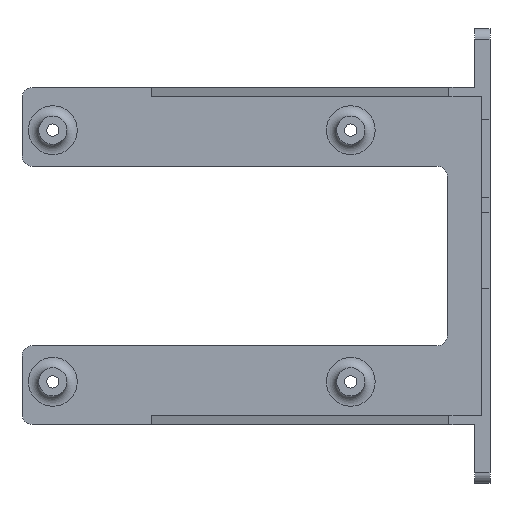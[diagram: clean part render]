
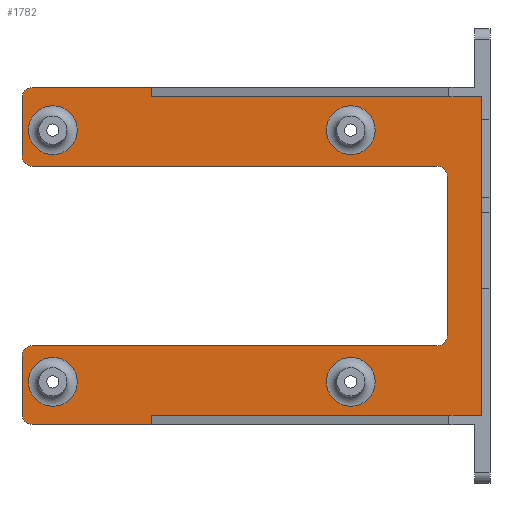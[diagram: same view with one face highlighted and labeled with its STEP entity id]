
A CAD part, left-side view. The second image highlights one B-rep face of the part: STEP entity #1782.
In plain terms, the highlighted planar face has unit normal (-1, 0, 0).
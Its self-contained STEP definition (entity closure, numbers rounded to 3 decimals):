
#50=CARTESIAN_POINT('',(329.6,9.1,85.15));
#51=VERTEX_POINT('',#50);
#58=CARTESIAN_POINT('',(329.6,-14.15,85.15));
#59=VERTEX_POINT('',#58);
#60=CARTESIAN_POINT('',(329.6,-14.15,85.15));
#61=DIRECTION('',(-0.,1.,-0.));
#62=VECTOR('',#61,23.25);
#63=LINE('',#60,#62);
#64=EDGE_CURVE('',#59,#51,#63,.T.);
#98=CARTESIAN_POINT('',(329.6,-14.15,19.55));
#99=VERTEX_POINT('',#98);
#106=CARTESIAN_POINT('',(329.6,9.1,19.55));
#107=VERTEX_POINT('',#106);
#108=CARTESIAN_POINT('',(329.6,9.1,19.55));
#109=DIRECTION('',(0.,-1.,0.));
#110=VECTOR('',#109,23.25);
#111=LINE('',#108,#110);
#112=EDGE_CURVE('',#107,#99,#111,.T.);
#855=CARTESIAN_POINT('',(329.6,-52.9,81.6));
#856=VERTEX_POINT('',#855);
#866=CARTESIAN_POINT('',(329.6,-52.9,76.85));
#867=DIRECTION('',(-1.,0.,0.));
#868=DIRECTION('',(0.,0.,1.));
#869=AXIS2_PLACEMENT_3D('',#866,#867,#868);
#870=CIRCLE('',#869,4.75);
#871=EDGE_CURVE('',#856,#856,#870,.T.);
#881=CARTESIAN_POINT('',(329.6,5.1,32.6));
#882=VERTEX_POINT('',#881);
#892=CARTESIAN_POINT('',(329.6,5.1,27.85));
#893=DIRECTION('',(-1.,0.,0.));
#894=DIRECTION('',(0.,0.,1.));
#895=AXIS2_PLACEMENT_3D('',#892,#893,#894);
#896=CIRCLE('',#895,4.75);
#897=EDGE_CURVE('',#882,#882,#896,.T.);
#907=CARTESIAN_POINT('',(329.6,5.1,81.6));
#908=VERTEX_POINT('',#907);
#918=CARTESIAN_POINT('',(329.6,5.1,76.85));
#919=DIRECTION('',(-1.,0.,0.));
#920=DIRECTION('',(0.,0.,1.));
#921=AXIS2_PLACEMENT_3D('',#918,#919,#920);
#922=CIRCLE('',#921,4.75);
#923=EDGE_CURVE('',#908,#908,#922,.T.);
#933=CARTESIAN_POINT('',(329.6,-52.9,32.6));
#934=VERTEX_POINT('',#933);
#944=CARTESIAN_POINT('',(329.6,-52.9,27.85));
#945=DIRECTION('',(-1.,0.,0.));
#946=DIRECTION('',(0.,0.,1.));
#947=AXIS2_PLACEMENT_3D('',#944,#945,#946);
#948=CIRCLE('',#947,4.75);
#949=EDGE_CURVE('',#934,#934,#948,.T.);
#959=CARTESIAN_POINT('',(329.6,-14.15,21.35));
#960=VERTEX_POINT('',#959);
#961=CARTESIAN_POINT('',(329.6,-14.15,19.55));
#962=DIRECTION('',(0.,0.,1.));
#963=VECTOR('',#962,1.8);
#964=LINE('',#961,#963);
#965=EDGE_CURVE('',#99,#960,#964,.T.);
#985=CARTESIAN_POINT('',(329.6,-78.4,21.35));
#986=VERTEX_POINT('',#985);
#993=CARTESIAN_POINT('',(329.6,-14.15,21.35));
#994=DIRECTION('',(0.,-1.,0.));
#995=VECTOR('',#994,64.25);
#996=LINE('',#993,#995);
#997=EDGE_CURVE('',#960,#986,#996,.T.);
#1077=CARTESIAN_POINT('',(329.6,11.09,21.35));
#1078=VERTEX_POINT('',#1077);
#1079=CARTESIAN_POINT('',(329.6,9.1,21.55));
#1080=DIRECTION('',(1.,-0.,-0.));
#1081=DIRECTION('',(0.,0.,1.));
#1082=AXIS2_PLACEMENT_3D('',#1079,#1080,#1081);
#1083=CIRCLE('',#1082,2.);
#1084=EDGE_CURVE('',#107,#1078,#1083,.T.);
#1101=CARTESIAN_POINT('',(329.6,11.1,21.35));
#1102=VERTEX_POINT('',#1101);
#1103=CARTESIAN_POINT('',(329.6,11.09,21.35));
#1104=DIRECTION('',(-0.,1.,-0.));
#1105=VECTOR('',#1104,0.01);
#1106=LINE('',#1103,#1105);
#1107=EDGE_CURVE('',#1078,#1102,#1106,.T.);
#1126=CARTESIAN_POINT('',(329.6,11.1,32.863));
#1127=VERTEX_POINT('',#1126);
#1128=CARTESIAN_POINT('',(329.6,11.1,21.35));
#1129=DIRECTION('',(0.,0.,1.));
#1130=VECTOR('',#1129,11.513);
#1131=LINE('',#1128,#1130);
#1132=EDGE_CURVE('',#1102,#1127,#1131,.T.);
#1148=CARTESIAN_POINT('',(329.6,9.1,34.863));
#1149=VERTEX_POINT('',#1148);
#1150=CARTESIAN_POINT('',(329.6,9.1,32.863));
#1151=DIRECTION('',(1.,-0.,-0.));
#1152=DIRECTION('',(0.,0.,1.));
#1153=AXIS2_PLACEMENT_3D('',#1150,#1151,#1152);
#1154=CIRCLE('',#1153,2.);
#1155=EDGE_CURVE('',#1127,#1149,#1154,.T.);
#1173=CARTESIAN_POINT('',(329.6,-69.681,34.863));
#1174=VERTEX_POINT('',#1173);
#1175=CARTESIAN_POINT('',(329.6,-69.681,34.863));
#1176=DIRECTION('',(-0.,1.,-0.));
#1177=VECTOR('',#1176,78.781);
#1178=LINE('',#1175,#1177);
#1179=EDGE_CURVE('',#1174,#1149,#1178,.T.);
#1199=CARTESIAN_POINT('',(329.6,-71.681,36.863));
#1200=VERTEX_POINT('',#1199);
#1201=CARTESIAN_POINT('',(329.6,-69.681,36.863));
#1202=DIRECTION('',(-1.,0.,0.));
#1203=DIRECTION('',(0.,0.,1.));
#1204=AXIS2_PLACEMENT_3D('',#1201,#1202,#1203);
#1205=CIRCLE('',#1204,2.);
#1206=EDGE_CURVE('',#1174,#1200,#1205,.T.);
#1222=CARTESIAN_POINT('',(329.6,-71.681,67.837));
#1223=VERTEX_POINT('',#1222);
#1224=CARTESIAN_POINT('',(329.6,-71.681,67.837));
#1225=DIRECTION('',(-0.,-0.,-1.));
#1226=VECTOR('',#1225,30.974);
#1227=LINE('',#1224,#1226);
#1228=EDGE_CURVE('',#1223,#1200,#1227,.T.);
#1248=CARTESIAN_POINT('',(329.6,-69.681,69.837));
#1249=VERTEX_POINT('',#1248);
#1250=CARTESIAN_POINT('',(329.6,-69.681,67.837));
#1251=DIRECTION('',(-1.,0.,0.));
#1252=DIRECTION('',(0.,0.,1.));
#1253=AXIS2_PLACEMENT_3D('',#1250,#1251,#1252);
#1254=CIRCLE('',#1253,2.);
#1255=EDGE_CURVE('',#1223,#1249,#1254,.T.);
#1273=CARTESIAN_POINT('',(329.6,9.1,69.837));
#1274=VERTEX_POINT('',#1273);
#1275=CARTESIAN_POINT('',(329.6,9.1,69.837));
#1276=DIRECTION('',(0.,-1.,0.));
#1277=VECTOR('',#1276,78.781);
#1278=LINE('',#1275,#1277);
#1279=EDGE_CURVE('',#1274,#1249,#1278,.T.);
#1297=CARTESIAN_POINT('',(329.6,11.1,71.837));
#1298=VERTEX_POINT('',#1297);
#1299=CARTESIAN_POINT('',(329.6,9.1,71.837));
#1300=DIRECTION('',(1.,-0.,-0.));
#1301=DIRECTION('',(0.,0.,1.));
#1302=AXIS2_PLACEMENT_3D('',#1299,#1300,#1301);
#1303=CIRCLE('',#1302,2.);
#1304=EDGE_CURVE('',#1274,#1298,#1303,.T.);
#1320=CARTESIAN_POINT('',(329.6,11.1,83.35));
#1321=VERTEX_POINT('',#1320);
#1322=CARTESIAN_POINT('',(329.6,11.1,71.837));
#1323=DIRECTION('',(0.,0.,1.));
#1324=VECTOR('',#1323,11.513);
#1325=LINE('',#1322,#1324);
#1326=EDGE_CURVE('',#1298,#1321,#1325,.T.);
#1346=CARTESIAN_POINT('',(329.6,11.09,83.35));
#1347=VERTEX_POINT('',#1346);
#1348=CARTESIAN_POINT('',(329.6,11.09,83.35));
#1349=DIRECTION('',(-0.,1.,-0.));
#1350=VECTOR('',#1349,0.01);
#1351=LINE('',#1348,#1350);
#1352=EDGE_CURVE('',#1347,#1321,#1351,.T.);
#1610=CARTESIAN_POINT('',(329.6,-78.4,83.35));
#1611=VERTEX_POINT('',#1610);
#1626=CARTESIAN_POINT('',(329.6,-14.15,83.35));
#1627=VERTEX_POINT('',#1626);
#1634=CARTESIAN_POINT('',(329.6,-14.15,83.35));
#1635=DIRECTION('',(0.,-1.,0.));
#1636=VECTOR('',#1635,64.25);
#1637=LINE('',#1634,#1636);
#1638=EDGE_CURVE('',#1627,#1611,#1637,.T.);
#1654=CARTESIAN_POINT('',(329.6,-78.4,21.35));
#1655=DIRECTION('',(0.,0.,1.));
#1656=VECTOR('',#1655,62.);
#1657=LINE('',#1654,#1656);
#1658=EDGE_CURVE('',#986,#1611,#1657,.T.);
#1716=CARTESIAN_POINT('',(329.6,-14.15,85.15));
#1717=DIRECTION('',(-0.,-0.,-1.));
#1718=VECTOR('',#1717,1.8);
#1719=LINE('',#1716,#1718);
#1720=EDGE_CURVE('',#59,#1627,#1719,.T.);
#1731=CARTESIAN_POINT('',(329.6,9.1,83.15));
#1732=DIRECTION('',(1.,-0.,-0.));
#1733=DIRECTION('',(0.,0.,1.));
#1734=AXIS2_PLACEMENT_3D('',#1731,#1732,#1733);
#1735=CIRCLE('',#1734,2.);
#1736=EDGE_CURVE('',#1347,#51,#1735,.T.);
#1743=CARTESIAN_POINT('',(329.6,-78.5,-24.65));
#1744=DIRECTION('',(1.,0.,-0.));
#1745=DIRECTION('',(0.,0.,1.));
#1746=AXIS2_PLACEMENT_3D('',#1743,#1744,#1745);
#1747=PLANE('',#1746);
#1748=ORIENTED_EDGE('',*,*,#1720,.F.);
#1749=ORIENTED_EDGE('',*,*,#64,.T.);
#1750=ORIENTED_EDGE('',*,*,#1736,.F.);
#1751=ORIENTED_EDGE('',*,*,#1352,.T.);
#1752=ORIENTED_EDGE('',*,*,#1326,.F.);
#1753=ORIENTED_EDGE('',*,*,#1304,.F.);
#1754=ORIENTED_EDGE('',*,*,#1279,.T.);
#1755=ORIENTED_EDGE('',*,*,#1255,.F.);
#1756=ORIENTED_EDGE('',*,*,#1228,.T.);
#1757=ORIENTED_EDGE('',*,*,#1206,.F.);
#1758=ORIENTED_EDGE('',*,*,#1179,.T.);
#1759=ORIENTED_EDGE('',*,*,#1155,.F.);
#1760=ORIENTED_EDGE('',*,*,#1132,.F.);
#1761=ORIENTED_EDGE('',*,*,#1107,.F.);
#1762=ORIENTED_EDGE('',*,*,#1084,.F.);
#1763=ORIENTED_EDGE('',*,*,#112,.T.);
#1764=ORIENTED_EDGE('',*,*,#965,.T.);
#1765=ORIENTED_EDGE('',*,*,#997,.T.);
#1766=ORIENTED_EDGE('',*,*,#1658,.T.);
#1767=ORIENTED_EDGE('',*,*,#1638,.F.);
#1768=EDGE_LOOP('',(#1748,#1749,#1750,#1751,#1752,#1753,#1754,#1755,#1756,#1757,#1758,#1759,#1760,#1761,#1762,#1763,#1764,#1765,#1766,#1767));
#1769=FACE_BOUND('',#1768,.T.);
#1770=ORIENTED_EDGE('',*,*,#949,.F.);
#1771=EDGE_LOOP('',(#1770));
#1772=FACE_BOUND('',#1771,.T.);
#1773=ORIENTED_EDGE('',*,*,#923,.F.);
#1774=EDGE_LOOP('',(#1773));
#1775=FACE_BOUND('',#1774,.T.);
#1776=ORIENTED_EDGE('',*,*,#897,.F.);
#1777=EDGE_LOOP('',(#1776));
#1778=FACE_BOUND('',#1777,.T.);
#1779=ORIENTED_EDGE('',*,*,#871,.F.);
#1780=EDGE_LOOP('',(#1779));
#1781=FACE_BOUND('',#1780,.T.);
#1782=ADVANCED_FACE('',(#1769,#1772,#1775,#1778,#1781),#1747,.F.);
